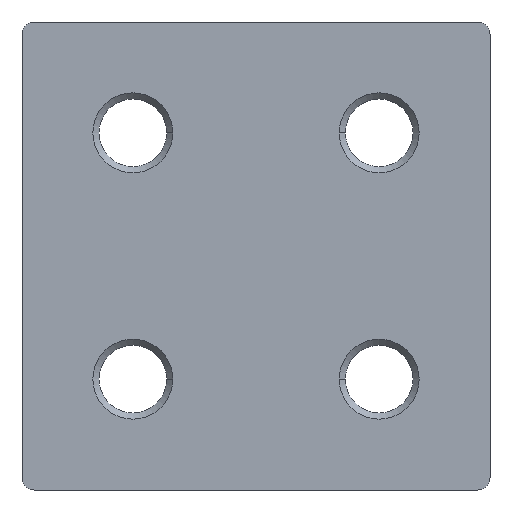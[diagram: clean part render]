
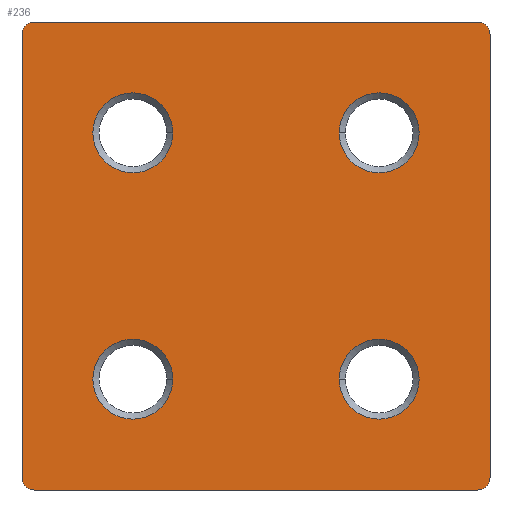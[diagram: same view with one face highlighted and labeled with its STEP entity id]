
A CAD part, front view. The second image highlights one B-rep face of the part: STEP entity #236.
In plain terms, the highlighted planar face has unit normal (0, -1, 0).
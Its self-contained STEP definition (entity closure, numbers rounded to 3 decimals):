
#28 = CARTESIAN_POINT ( 'NONE',  ( -17., 0., -17. ) ) ;
#35 = CIRCLE ( 'NONE', #789, 3.25 ) ;
#54 = CIRCLE ( 'NONE', #945, 3.25 ) ;
#68 = VERTEX_POINT ( 'NONE', #940 ) ;
#77 = CIRCLE ( 'NONE', #881, 1. ) ;
#90 = CARTESIAN_POINT ( 'NONE',  ( 20., 0., -17. ) ) ;
#93 = CARTESIAN_POINT ( 'NONE',  ( -12.25, 0., -9. ) ) ;
#94 = ORIENTED_EDGE ( 'NONE', *, *, #1088, .F. ) ;
#101 = DIRECTION ( 'NONE',  ( 1., 0., 0. ) ) ;
#115 = CARTESIAN_POINT ( 'NONE',  ( -5.75, 0., 11. ) ) ;
#118 = AXIS2_PLACEMENT_3D ( 'NONE', #274, #694, #267 ) ;
#136 = VERTEX_POINT ( 'NONE', #824 ) ;
#138 = CIRCLE ( 'NONE', #670, 3.25 ) ;
#147 = VERTEX_POINT ( 'NONE', #90 ) ;
#154 = CARTESIAN_POINT ( 'NONE',  ( 11., 0., 11. ) ) ;
#171 = CARTESIAN_POINT ( 'NONE',  ( -9., 0., -9. ) ) ;
#173 = DIRECTION ( 'NONE',  ( 1., 0., 0. ) ) ;
#196 = LINE ( 'NONE', #1220, #1194 ) ;
#223 = DIRECTION ( 'NONE',  ( 1., 0., 0. ) ) ;
#235 = LINE ( 'NONE', #1107, #1035 ) ;
#236 = ADVANCED_FACE ( 'NONE', ( #932, #545, #756, #838, #957 ), #326, .F. ) ;
#243 = EDGE_CURVE ( 'NONE', #721, #1176, #683, .T. ) ;
#252 = CIRCLE ( 'NONE', #427, 3.25 ) ;
#259 = ORIENTED_EDGE ( 'NONE', *, *, #739, .F. ) ;
#263 = ORIENTED_EDGE ( 'NONE', *, *, #861, .T. ) ;
#267 = DIRECTION ( 'NONE',  ( -1., 0., 0. ) ) ;
#274 = CARTESIAN_POINT ( 'NONE',  ( -9., 0., 11. ) ) ;
#291 = AXIS2_PLACEMENT_3D ( 'NONE', #992, #796, #173 ) ;
#297 = ORIENTED_EDGE ( 'NONE', *, *, #542, .F. ) ;
#310 = CARTESIAN_POINT ( 'NONE',  ( 19., 0., -17. ) ) ;
#315 = CARTESIAN_POINT ( 'NONE',  ( -17., 0., 20. ) ) ;
#326 = PLANE ( 'NONE',  #665 ) ;
#346 = DIRECTION ( 'NONE',  ( 1., 0., 0. ) ) ;
#358 = ORIENTED_EDGE ( 'NONE', *, *, #1272, .T. ) ;
#360 = AXIS2_PLACEMENT_3D ( 'NONE', #1160, #432, #634 ) ;
#362 = CIRCLE ( 'NONE', #291, 1. ) ;
#368 = EDGE_LOOP ( 'NONE', ( #94, #686, #259, #924, #1095, #716, #604, #1223 ) ) ;
#383 = CARTESIAN_POINT ( 'NONE',  ( 19., 0., 20. ) ) ;
#394 = CARTESIAN_POINT ( 'NONE',  ( -17., 0., -18. ) ) ;
#406 = AXIS2_PLACEMENT_3D ( 'NONE', #1267, #529, #1050 ) ;
#410 = VERTEX_POINT ( 'NONE', #1178 ) ;
#417 = ORIENTED_EDGE ( 'NONE', *, *, #243, .F. ) ;
#422 = CARTESIAN_POINT ( 'NONE',  ( -12.25, 0., 11. ) ) ;
#427 = AXIS2_PLACEMENT_3D ( 'NONE', #512, #923, #1002 ) ;
#432 = DIRECTION ( 'NONE',  ( 0., -1., 0. ) ) ;
#441 = DIRECTION ( 'NONE',  ( 0., 1., 0. ) ) ;
#444 = CARTESIAN_POINT ( 'NONE',  ( 14.25, 0., -9. ) ) ;
#445 = AXIS2_PLACEMENT_3D ( 'NONE', #953, #966, #346 ) ;
#453 = CARTESIAN_POINT ( 'NONE',  ( -5.75, 0., -9. ) ) ;
#454 = ORIENTED_EDGE ( 'NONE', *, *, #842, .T. ) ;
#467 = CIRCLE ( 'NONE', #118, 3.25 ) ;
#469 = EDGE_CURVE ( 'NONE', #867, #68, #486, .T. ) ;
#470 = DIRECTION ( 'NONE',  ( 1., 0., 0. ) ) ;
#471 = DIRECTION ( 'NONE',  ( 0., 1., 0. ) ) ;
#486 = CIRCLE ( 'NONE', #1216, 3.25 ) ;
#487 = AXIS2_PLACEMENT_3D ( 'NONE', #310, #1247, #1022 ) ;
#490 = VECTOR ( 'NONE', #633, 1000. ) ;
#501 = CARTESIAN_POINT ( 'NONE',  ( -18., 0., -17. ) ) ;
#512 = CARTESIAN_POINT ( 'NONE',  ( -9., 0., -9. ) ) ;
#525 = EDGE_CURVE ( 'NONE', #1139, #1128, #196, .T. ) ;
#529 = DIRECTION ( 'NONE',  ( 0., 1., 0. ) ) ;
#542 = EDGE_CURVE ( 'NONE', #1176, #721, #467, .T. ) ;
#545 = FACE_BOUND ( 'NONE', #784, .T. ) ;
#551 = EDGE_CURVE ( 'NONE', #410, #136, #707, .T. ) ;
#568 = VERTEX_POINT ( 'NONE', #394 ) ;
#569 = DIRECTION ( 'NONE',  ( 0., 1., 0. ) ) ;
#572 = EDGE_LOOP ( 'NONE', ( #297, #417 ) ) ;
#594 = VECTOR ( 'NONE', #798, 1000. ) ;
#598 = CIRCLE ( 'NONE', #406, 1. ) ;
#604 = ORIENTED_EDGE ( 'NONE', *, *, #628, .F. ) ;
#611 = VERTEX_POINT ( 'NONE', #886 ) ;
#628 = EDGE_CURVE ( 'NONE', #136, #1139, #362, .T. ) ;
#633 = DIRECTION ( 'NONE',  ( 0., 0., -1. ) ) ;
#634 = DIRECTION ( 'NONE',  ( -1., 0., 0. ) ) ;
#652 = DIRECTION ( 'NONE',  ( -1., 0., 0. ) ) ;
#659 = DIRECTION ( 'NONE',  ( 0., -1., 0. ) ) ;
#665 = AXIS2_PLACEMENT_3D ( 'NONE', #28, #441, #734 ) ;
#670 = AXIS2_PLACEMENT_3D ( 'NONE', #154, #471, #1297 ) ;
#683 = CIRCLE ( 'NONE', #360, 3.25 ) ;
#686 = ORIENTED_EDGE ( 'NONE', *, *, #977, .F. ) ;
#694 = DIRECTION ( 'NONE',  ( 0., -1., 0. ) ) ;
#707 = LINE ( 'NONE', #501, #594 ) ;
#716 = ORIENTED_EDGE ( 'NONE', *, *, #525, .F. ) ;
#721 = VERTEX_POINT ( 'NONE', #115 ) ;
#728 = CIRCLE ( 'NONE', #487, 1. ) ;
#734 = DIRECTION ( 'NONE',  ( 1., 0., 0. ) ) ;
#739 = EDGE_CURVE ( 'NONE', #147, #782, #728, .T. ) ;
#755 = LINE ( 'NONE', #835, #490 ) ;
#756 = FACE_BOUND ( 'NONE', #1099, .T. ) ;
#776 = CARTESIAN_POINT ( 'NONE',  ( 11., 0., 11. ) ) ;
#782 = VERTEX_POINT ( 'NONE', #1155 ) ;
#784 = EDGE_LOOP ( 'NONE', ( #358, #804 ) ) ;
#789 = AXIS2_PLACEMENT_3D ( 'NONE', #171, #659, #996 ) ;
#796 = DIRECTION ( 'NONE',  ( 0., 1., 0. ) ) ;
#798 = DIRECTION ( 'NONE',  ( 0., 0., 1. ) ) ;
#804 = ORIENTED_EDGE ( 'NONE', *, *, #469, .T. ) ;
#814 = DIRECTION ( 'NONE',  ( 0., 1., 0. ) ) ;
#824 = CARTESIAN_POINT ( 'NONE',  ( -18., 0., 19. ) ) ;
#835 = CARTESIAN_POINT ( 'NONE',  ( 20., 0., 19. ) ) ;
#838 = FACE_BOUND ( 'NONE', #859, .T. ) ;
#842 = EDGE_CURVE ( 'NONE', #978, #1241, #54, .T. ) ;
#859 = EDGE_LOOP ( 'NONE', ( #263, #454 ) ) ;
#861 = EDGE_CURVE ( 'NONE', #1241, #978, #880, .T. ) ;
#863 = ORIENTED_EDGE ( 'NONE', *, *, #1103, .F. ) ;
#867 = VERTEX_POINT ( 'NONE', #1289 ) ;
#880 = CIRCLE ( 'NONE', #445, 3.25 ) ;
#881 = AXIS2_PLACEMENT_3D ( 'NONE', #1234, #814, #101 ) ;
#886 = CARTESIAN_POINT ( 'NONE',  ( 20., 0., 19. ) ) ;
#900 = VERTEX_POINT ( 'NONE', #453 ) ;
#923 = DIRECTION ( 'NONE',  ( 0., -1., 0. ) ) ;
#924 = ORIENTED_EDGE ( 'NONE', *, *, #1149, .F. ) ;
#932 = FACE_BOUND ( 'NONE', #572, .T. ) ;
#934 = DIRECTION ( 'NONE',  ( 0., 1., 0. ) ) ;
#940 = CARTESIAN_POINT ( 'NONE',  ( 7.75, 0., 11. ) ) ;
#945 = AXIS2_PLACEMENT_3D ( 'NONE', #1042, #934, #223 ) ;
#953 = CARTESIAN_POINT ( 'NONE',  ( 11., 0., -9. ) ) ;
#957 = FACE_OUTER_BOUND ( 'NONE', #368, .T. ) ;
#966 = DIRECTION ( 'NONE',  ( 0., 1., 0. ) ) ;
#977 = EDGE_CURVE ( 'NONE', #782, #568, #235, .T. ) ;
#978 = VERTEX_POINT ( 'NONE', #444 ) ;
#988 = EDGE_CURVE ( 'NONE', #900, #1066, #35, .T. ) ;
#992 = CARTESIAN_POINT ( 'NONE',  ( -17., 0., 19. ) ) ;
#996 = DIRECTION ( 'NONE',  ( -1., 0., 0. ) ) ;
#1002 = DIRECTION ( 'NONE',  ( -1., 0., 0. ) ) ;
#1022 = DIRECTION ( 'NONE',  ( 1., 0., 0. ) ) ;
#1035 = VECTOR ( 'NONE', #652, 1000. ) ;
#1042 = CARTESIAN_POINT ( 'NONE',  ( 11., 0., -9. ) ) ;
#1050 = DIRECTION ( 'NONE',  ( 1., 0., 0. ) ) ;
#1066 = VERTEX_POINT ( 'NONE', #93 ) ;
#1088 = EDGE_CURVE ( 'NONE', #568, #410, #77, .T. ) ;
#1095 = ORIENTED_EDGE ( 'NONE', *, *, #1183, .F. ) ;
#1097 = CARTESIAN_POINT ( 'NONE',  ( 7.75, 0., -9. ) ) ;
#1099 = EDGE_LOOP ( 'NONE', ( #863, #1108 ) ) ;
#1103 = EDGE_CURVE ( 'NONE', #1066, #900, #252, .T. ) ;
#1107 = CARTESIAN_POINT ( 'NONE',  ( 19., 0., -18. ) ) ;
#1108 = ORIENTED_EDGE ( 'NONE', *, *, #988, .F. ) ;
#1128 = VERTEX_POINT ( 'NONE', #383 ) ;
#1139 = VERTEX_POINT ( 'NONE', #315 ) ;
#1149 = EDGE_CURVE ( 'NONE', #611, #147, #755, .T. ) ;
#1155 = CARTESIAN_POINT ( 'NONE',  ( 19., 0., -18. ) ) ;
#1160 = CARTESIAN_POINT ( 'NONE',  ( -9., 0., 11. ) ) ;
#1176 = VERTEX_POINT ( 'NONE', #422 ) ;
#1178 = CARTESIAN_POINT ( 'NONE',  ( -18., 0., -17. ) ) ;
#1183 = EDGE_CURVE ( 'NONE', #1128, #611, #598, .T. ) ;
#1194 = VECTOR ( 'NONE', #1326, 1000. ) ;
#1216 = AXIS2_PLACEMENT_3D ( 'NONE', #776, #569, #470 ) ;
#1220 = CARTESIAN_POINT ( 'NONE',  ( -17., 0., 20. ) ) ;
#1223 = ORIENTED_EDGE ( 'NONE', *, *, #551, .F. ) ;
#1234 = CARTESIAN_POINT ( 'NONE',  ( -17., 0., -17. ) ) ;
#1241 = VERTEX_POINT ( 'NONE', #1097 ) ;
#1247 = DIRECTION ( 'NONE',  ( 0., 1., 0. ) ) ;
#1267 = CARTESIAN_POINT ( 'NONE',  ( 19., 0., 19. ) ) ;
#1272 = EDGE_CURVE ( 'NONE', #68, #867, #138, .T. ) ;
#1289 = CARTESIAN_POINT ( 'NONE',  ( 14.25, 0., 11. ) ) ;
#1297 = DIRECTION ( 'NONE',  ( 1., 0., 0. ) ) ;
#1326 = DIRECTION ( 'NONE',  ( 1., 0., 0. ) ) ;
